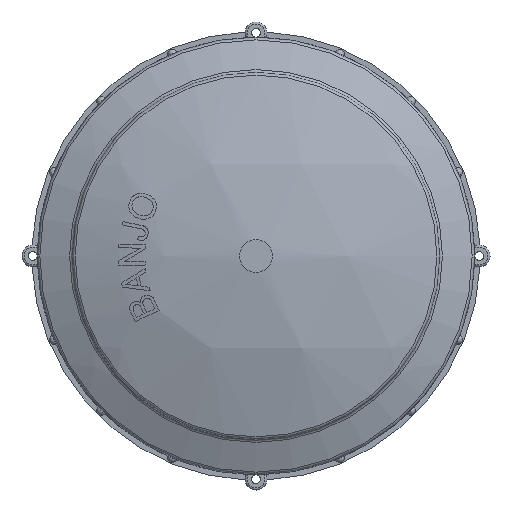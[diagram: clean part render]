
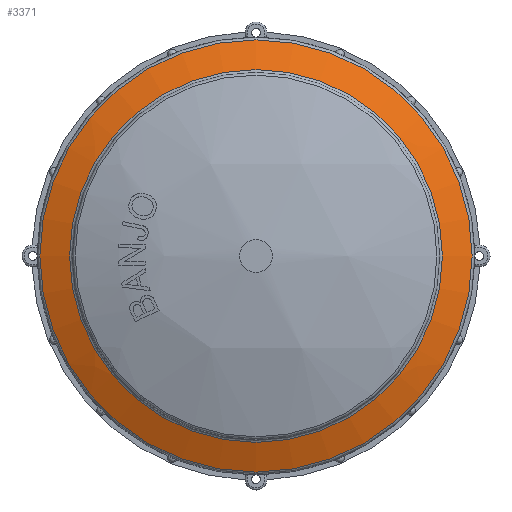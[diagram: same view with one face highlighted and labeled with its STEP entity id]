
A CAD part, left-side view. The second image highlights one B-rep face of the part: STEP entity #3371.
In plain terms, the highlighted spherical face has radius 192.59 mm.
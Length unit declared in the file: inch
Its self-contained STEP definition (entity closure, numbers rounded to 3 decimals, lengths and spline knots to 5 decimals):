
#504=SPHERICAL_SURFACE('',#3637,7.5823);
#666=FACE_BOUND('',#1016,.T.);
#792=FACE_OUTER_BOUND('',#1015,.T.);
#1015=EDGE_LOOP('',(#2676));
#1016=EDGE_LOOP('',(#2677));
#1259=CIRCLE('',#3636,2.66392);
#1260=CIRCLE('',#3638,3.08945);
#1552=VERTEX_POINT('',#6029);
#1553=VERTEX_POINT('',#6032);
#1968=EDGE_CURVE('',#1552,#1552,#1259,.T.);
#1969=EDGE_CURVE('',#1553,#1553,#1260,.T.);
#2676=ORIENTED_EDGE('',*,*,#1969,.F.);
#2677=ORIENTED_EDGE('',*,*,#1968,.F.);
#3371=ADVANCED_FACE('',(#792,#666),#504,.T.);
#3636=AXIS2_PLACEMENT_3D('',#6030,#4257,#4258);
#3637=AXIS2_PLACEMENT_3D('',#6031,#4259,#4260);
#3638=AXIS2_PLACEMENT_3D('',#6033,#4261,#4262);
#4257=DIRECTION('center_axis',(-1.,0.,0.));
#4258=DIRECTION('ref_axis',(0.,-1.,0.));
#4259=DIRECTION('center_axis',(0.,0.,1.));
#4260=DIRECTION('ref_axis',(1.,0.,0.));
#4261=DIRECTION('center_axis',(1.,0.,0.));
#4262=DIRECTION('ref_axis',(0.,-1.,0.));
#6029=CARTESIAN_POINT('',(-0.25255,2.66392,0.));
#6030=CARTESIAN_POINT('Origin',(-0.25255,0.,
0.));
#6031=CARTESIAN_POINT('Origin',(6.84638,0.,0.));
#6032=CARTESIAN_POINT('',(-0.07797,3.08945,0.));
#6033=CARTESIAN_POINT('Origin',(-0.07797,0.,
0.));
